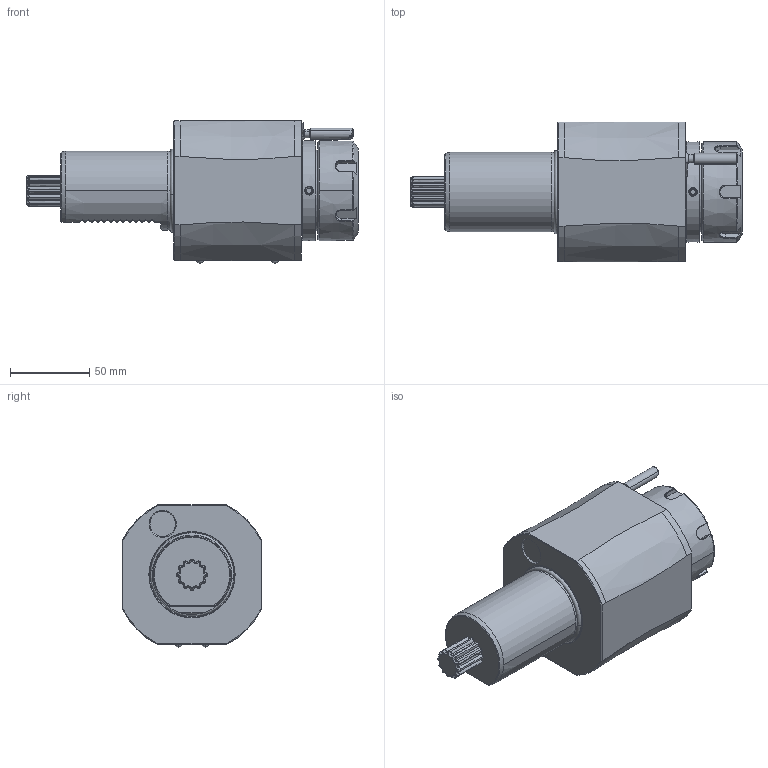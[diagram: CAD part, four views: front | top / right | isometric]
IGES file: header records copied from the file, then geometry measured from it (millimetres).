
Start section:  PTC IGES file: ngt1_50_111_40_1.igs
Global section: file name: ngt1_50_111_40_1.igs; native system: Pro/ENGINEER by Parametric Technology Corporation; preprocessor: 2010280; author: vali; organization: Unknown; date: 20191212.124801; units: millimetre
Bounding box: 209.1 x 88 x 89.6 mm (x, y, z)
Volume: 792558.1 mm3; surface area: 64960.5 mm2
Topology: 1 solids, 1 shells, 315 faces, 851 edges, 550 vertices
Faces by surface type: revolution 189, bspline 126
